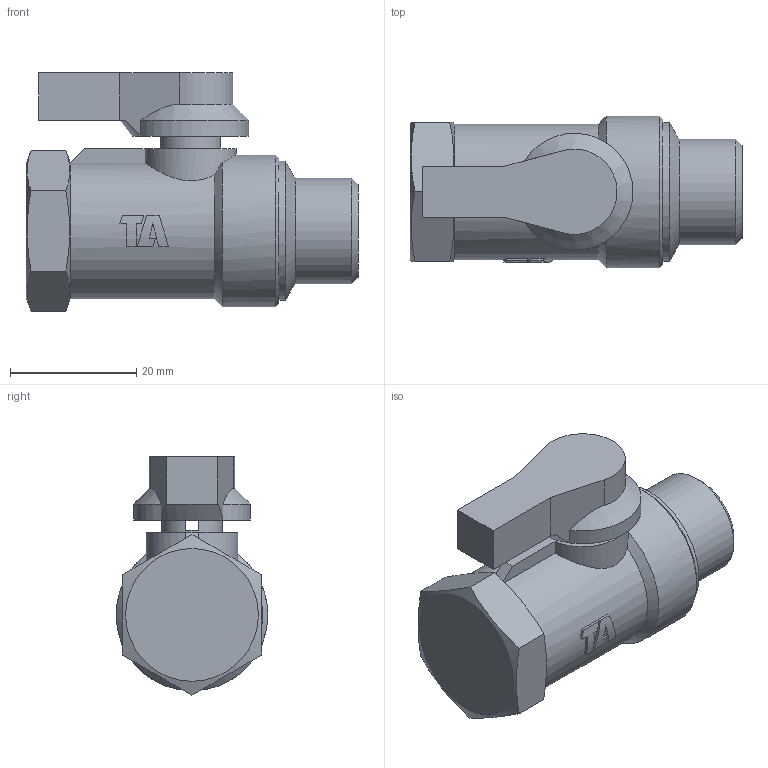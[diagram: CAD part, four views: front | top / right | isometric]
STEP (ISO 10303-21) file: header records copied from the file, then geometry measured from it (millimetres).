
FILE_DESCRIPTION( ( 'Unknown' ), '1' );
FILE_NAME( 'TA400H DN10.stp', 'Unknown', ( 'Unknown' ), ( 'Unknown' ), 'XStep 1.0', 'Unknown', ' ' );
FILE_SCHEMA( ( 'CONFIG_CONTROL_DESIGN' ) );
Length unit declared in the file: millimetre
Products named in the file (1): 1
Bounding box: 52.5 x 24 x 37.7 mm (x, y, z)
Volume: 22368.4 mm3; surface area: 5951.4 mm2
Topology: 1 solids, 1 shells, 59 faces, 151 edges, 98 vertices
Faces by surface type: plane 41, cylinder 10, cone 8
Full cylindrical faces by diameter (mm): 9.6 x1, 16.67 x1, 22 x1, 24 x1
Entity records: 1933 total; most frequent: CARTESIAN_POINT 516, ORIENTED_EDGE 278, DIRECTION 276, EDGE_CURVE 139, AXIS2_PLACEMENT_3D 101, VERTEX_POINT 95, EDGE_LOOP 74, LINE 74
